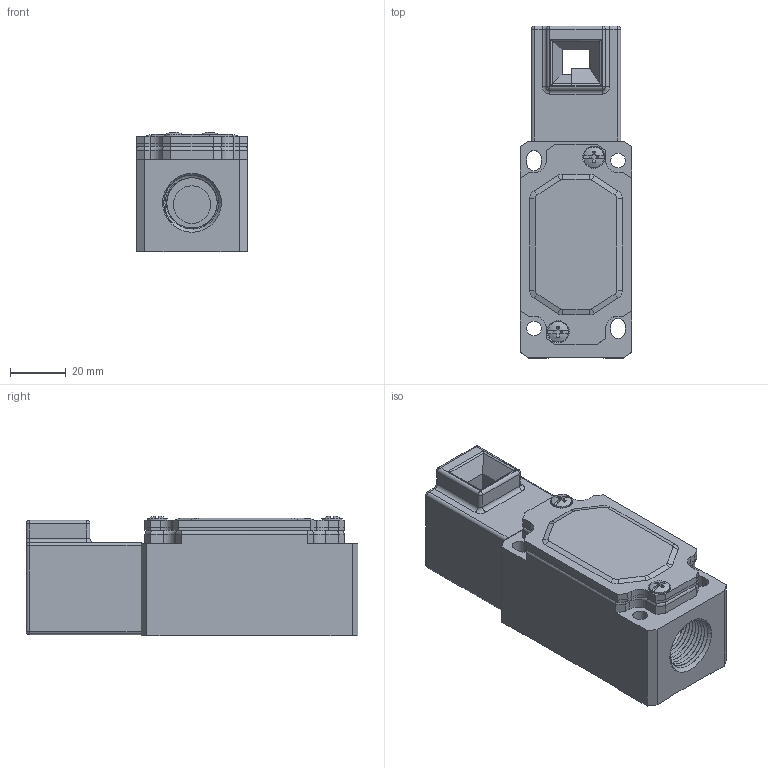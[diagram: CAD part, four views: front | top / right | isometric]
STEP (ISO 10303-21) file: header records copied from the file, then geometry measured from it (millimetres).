
FILE_DESCRIPTION((''),'2;1');
FILE_NAME('212884_ASM','2019-11-14T09:21:08',('pdmadmin'),('BANNER ENGINEERING'),'CREO PARAMETRIC BY PTC INC, 2018300','CREO PARAMETRIC BY PTC INC, 2018300','');
FILE_SCHEMA(('CONFIG_CONTROL_DESIGN'));
Length unit declared in the file: millimetre
Products named in the file (8): SI-LM40_INTERLOCK_BODY; SI-LM40_INTERLOCK_BODY_GASKET_AF10; SI-LM40_INTERLOCK_BODY_COVER; SI-LM40_INTERLOCK_BODY_SCREW; SI-LM40_INTERLOCK_HEAD; SI-LM40_INTERLOCK_HEAD_SCREW; 49474---SI-LM40KHD_ASM; 212884_ASM
Assembly tree (11 placements, depth 3):
  212884_ASM
    49474---SI-LM40KHD_ASM
      SI-LM40_INTERLOCK_BODY
      SI-LM40_INTERLOCK_BODY_GASKET_AF10
      SI-LM40_INTERLOCK_BODY_COVER
      SI-LM40_INTERLOCK_BODY_SCREW  x2
      SI-LM40_INTERLOCK_HEAD
      SI-LM40_INTERLOCK_HEAD_SCREW  x4
Bounding box: 40 x 118.6 x 42.78 mm (x, y, z)
Volume: 95498.1 mm3; surface area: 49598.6 mm2
Topology: 10 solids, 16 shells, 507 faces, 1289 edges, 822 vertices
Faces by surface type: plane 248, cylinder 176, cone 38, torus 24, sphere 12, bspline 9
Entity records: 15591 total; most frequent: CARTESIAN_POINT 4680, DIRECTION 2278, ORIENTED_EDGE 2202, EDGE_CURVE 1113, AXIS2_PLACEMENT_3D 786, VERTEX_POINT 712, VECTOR 706, LINE 706
